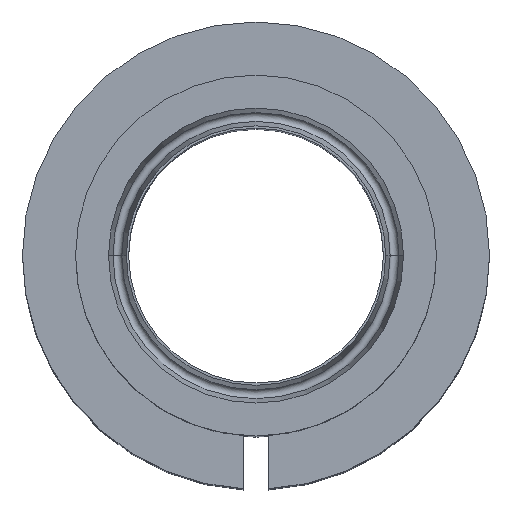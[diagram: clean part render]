
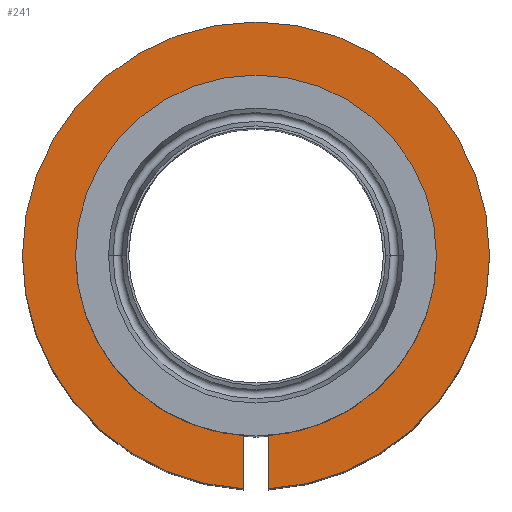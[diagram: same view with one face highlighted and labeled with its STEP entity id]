
A CAD part, top view. The second image highlights one B-rep face of the part: STEP entity #241.
In plain terms, the highlighted planar face has unit normal (0, 0, 1).
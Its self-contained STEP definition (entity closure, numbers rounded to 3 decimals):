
#152 = CIRCLE ( 'NONE', #516, 11. ) ;
#154 = CIRCLE ( 'NONE', #509, 8.5 ) ;
#156 = CIRCLE ( 'NONE', #1692, 11. ) ;
#170 = CIRCLE ( 'NONE', #1699, 8.5 ) ;
#191 = VECTOR ( 'NONE', #876, 1000. ) ;
#203 = LINE ( 'NONE', #866, #204 ) ;
#204 = VECTOR ( 'NONE', #867, 1000. ) ;
#207 = CIRCLE ( 'NONE', #1704, 8.5 ) ;
#210 = LINE ( 'NONE', #870, #191 ) ;
#221 = CIRCLE ( 'NONE', #1709, 11. ) ;
#241 = ADVANCED_FACE ( 'NONE', ( #1640 ), #1193, .F. ) ;
#336 = EDGE_CURVE ( 'NONE', #1120, #1118, #152, .T. ) ;
#337 = EDGE_CURVE ( 'NONE', #1169, #1168, #154, .T. ) ;
#339 = EDGE_CURVE ( 'NONE', #1111, #1120, #156, .T. ) ;
#348 = EDGE_CURVE ( 'NONE', #1168, #1163, #170, .T. ) ;
#368 = EDGE_CURVE ( 'NONE', #1111, #1112, #203, .T. ) ;
#369 = EDGE_CURVE ( 'NONE', #1112, #1169, #207, .T. ) ;
#372 = EDGE_CURVE ( 'NONE', #1163, #1166, #210, .T. ) ;
#380 = EDGE_CURVE ( 'NONE', #1118, #1166, #221, .T. ) ;
#401 = AXIS2_PLACEMENT_3D ( 'NONE', #1107, #1224, #1225 ) ;
#509 = AXIS2_PLACEMENT_3D ( 'NONE', #793, #794, #795 ) ;
#516 = AXIS2_PLACEMENT_3D ( 'NONE', #788, #791, #792 ) ;
#788 = CARTESIAN_POINT ( 'NONE',  ( 0., 0., 0. ) ) ;
#791 = DIRECTION ( 'NONE',  ( 0., 0., 1. ) ) ;
#792 = DIRECTION ( 'NONE',  ( 1., 0., 0. ) ) ;
#793 = CARTESIAN_POINT ( 'NONE',  ( 0., 0., 0. ) ) ;
#794 = DIRECTION ( 'NONE',  ( 0., 0., 1. ) ) ;
#795 = DIRECTION ( 'NONE',  ( 1., 0., 0. ) ) ;
#796 = CARTESIAN_POINT ( 'NONE',  ( 0., 0., 0. ) ) ;
#799 = DIRECTION ( 'NONE',  ( 0., 0., 1. ) ) ;
#800 = DIRECTION ( 'NONE',  ( 1., 0., 0. ) ) ;
#812 = CARTESIAN_POINT ( 'NONE',  ( 0., 0., 0. ) ) ;
#821 = DIRECTION ( 'NONE',  ( 0., 0., 1. ) ) ;
#822 = DIRECTION ( 'NONE',  ( 1., 0., 0. ) ) ;
#844 = CARTESIAN_POINT ( 'NONE',  ( 0., 0., 0. ) ) ;
#866 = CARTESIAN_POINT ( 'NONE',  ( 0.576, 0., 0. ) ) ;
#867 = DIRECTION ( 'NONE',  ( 0., 1., 0. ) ) ;
#868 = DIRECTION ( 'NONE',  ( 0., 0., 1. ) ) ;
#869 = DIRECTION ( 'NONE',  ( 1., 0., 0. ) ) ;
#870 = CARTESIAN_POINT ( 'NONE',  ( -0.576, 0., 0. ) ) ;
#876 = DIRECTION ( 'NONE',  ( 0., -1., 0. ) ) ;
#890 = CARTESIAN_POINT ( 'NONE',  ( 0., 0., 0. ) ) ;
#896 = DIRECTION ( 'NONE',  ( 0., 0., 1. ) ) ;
#897 = DIRECTION ( 'NONE',  ( 1., 0., 0. ) ) ;
#964 = CARTESIAN_POINT ( 'NONE',  ( 0.576, -10.985, 0. ) ) ;
#965 = CARTESIAN_POINT ( 'NONE',  ( 0.576, -8.48, 0. ) ) ;
#970 = CARTESIAN_POINT ( 'NONE',  ( -11., 0., 0. ) ) ;
#972 = CARTESIAN_POINT ( 'NONE',  ( 11., 0., 0. ) ) ;
#1015 = CARTESIAN_POINT ( 'NONE',  ( -0.576, -8.48, 0. ) ) ;
#1018 = CARTESIAN_POINT ( 'NONE',  ( -0.576, -10.985, 0. ) ) ;
#1020 = CARTESIAN_POINT ( 'NONE',  ( -8.5, 0., 0. ) ) ;
#1021 = CARTESIAN_POINT ( 'NONE',  ( 8.5, 0., 0. ) ) ;
#1107 = CARTESIAN_POINT ( 'NONE',  ( 0., 11., 0. ) ) ;
#1111 = VERTEX_POINT ( 'NONE', #964 ) ;
#1112 = VERTEX_POINT ( 'NONE', #965 ) ;
#1118 = VERTEX_POINT ( 'NONE', #970 ) ;
#1120 = VERTEX_POINT ( 'NONE', #972 ) ;
#1163 = VERTEX_POINT ( 'NONE', #1015 ) ;
#1166 = VERTEX_POINT ( 'NONE', #1018 ) ;
#1168 = VERTEX_POINT ( 'NONE', #1020 ) ;
#1169 = VERTEX_POINT ( 'NONE', #1021 ) ;
#1193 = PLANE ( 'NONE',  #401 ) ;
#1224 = DIRECTION ( 'NONE',  ( 0., 0., -1. ) ) ;
#1225 = DIRECTION ( 'NONE',  ( -1., 0., 0. ) ) ;
#1323 = ORIENTED_EDGE ( 'NONE', *, *, #337, .F. ) ;
#1354 = EDGE_LOOP ( 'NONE', ( #1525, #1442, #1507, #1516, #1465, #1323, #1517, #1541 ) ) ;
#1442 = ORIENTED_EDGE ( 'NONE', *, *, #336, .T. ) ;
#1465 = ORIENTED_EDGE ( 'NONE', *, *, #348, .F. ) ;
#1507 = ORIENTED_EDGE ( 'NONE', *, *, #380, .T. ) ;
#1516 = ORIENTED_EDGE ( 'NONE', *, *, #372, .F. ) ;
#1517 = ORIENTED_EDGE ( 'NONE', *, *, #369, .F. ) ;
#1525 = ORIENTED_EDGE ( 'NONE', *, *, #339, .T. ) ;
#1541 = ORIENTED_EDGE ( 'NONE', *, *, #368, .F. ) ;
#1640 = FACE_OUTER_BOUND ( 'NONE', #1354, .T. ) ;
#1692 = AXIS2_PLACEMENT_3D ( 'NONE', #796, #799, #800 ) ;
#1699 = AXIS2_PLACEMENT_3D ( 'NONE', #812, #821, #822 ) ;
#1704 = AXIS2_PLACEMENT_3D ( 'NONE', #844, #868, #869 ) ;
#1709 = AXIS2_PLACEMENT_3D ( 'NONE', #890, #896, #897 ) ;
